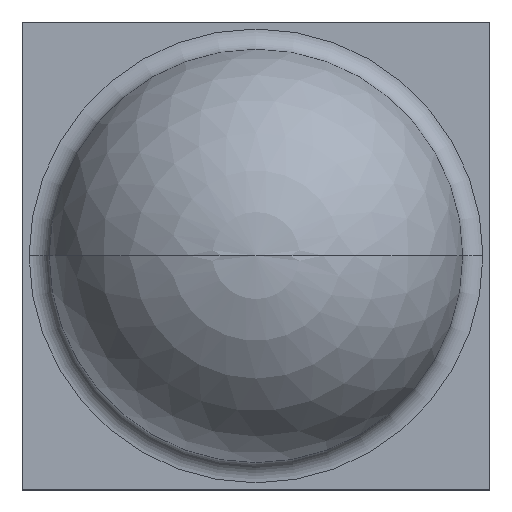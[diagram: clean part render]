
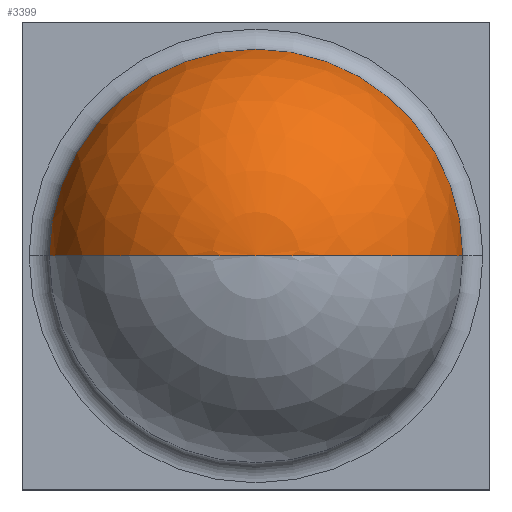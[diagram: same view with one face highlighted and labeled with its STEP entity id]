
A CAD part, top view. The second image highlights one B-rep face of the part: STEP entity #3399.
In plain terms, the highlighted spherical face has radius 1.53 mm.
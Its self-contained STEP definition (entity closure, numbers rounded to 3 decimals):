
#3223=CARTESIAN_POINT('',(0.,0.392,0.));
#3224=DIRECTION('',(0.,1.,0.));
#3225=DIRECTION('',(-1.,0.,0.));
#3226=AXIS2_PLACEMENT_3D('',#3223,#3224,#3225);
#3233=CARTESIAN_POINT('',(0.,0.255,0.));
#3234=DIRECTION('',(0.,0.,1.));
#3235=DIRECTION('',(0.996,0.089,0.));
#3236=AXIS2_PLACEMENT_3D('',#3233,#3234,#3235);
#3238=CARTESIAN_POINT('',(0.,0.255,0.));
#3239=DIRECTION('',(0.,0.,-1.));
#3240=DIRECTION('',(-0.996,0.089,0.));
#3241=AXIS2_PLACEMENT_3D('',#3238,#3239,#3240);
#3263=CARTESIAN_POINT('',(1.524,0.392,0.));
#3264=CARTESIAN_POINT('',(-1.524,0.392,0.));
#3265=VERTEX_POINT('',#3263);
#3266=VERTEX_POINT('',#3264);
#3267=CARTESIAN_POINT('',(0.,1.785,0.));
#3268=VERTEX_POINT('',#3267);
#3387=CARTESIAN_POINT('',(0.,0.255,0.));
#3388=DIRECTION('',(0.,-1.,0.));
#3389=DIRECTION('',(-1.,0.,0.));
#3390=AXIS2_PLACEMENT_3D('',#3387,#3388,#3389);
#3391=SPHERICAL_SURFACE('',#3390,1.53);
#3392=ORIENTED_EDGE('',*,*,#3381,.F.);
#3394=ORIENTED_EDGE('',*,*,#3393,.T.);
#3396=ORIENTED_EDGE('',*,*,#3395,.F.);
#3397=EDGE_LOOP('',(#3392,#3394,#3396));
#3398=FACE_OUTER_BOUND('',#3397,.F.);
#3399=ADVANCED_FACE('',(#3398),#3391,.T.);
#3227=CIRCLE('',#3226,1.524);
#3237=CIRCLE('',#3236,1.53);
#3242=CIRCLE('',#3241,1.53);
#3381=EDGE_CURVE('',#3266,#3265,#3227,.T.);
#3393=EDGE_CURVE('',#3266,#3268,#3242,.T.);
#3395=EDGE_CURVE('',#3265,#3268,#3237,.T.);
